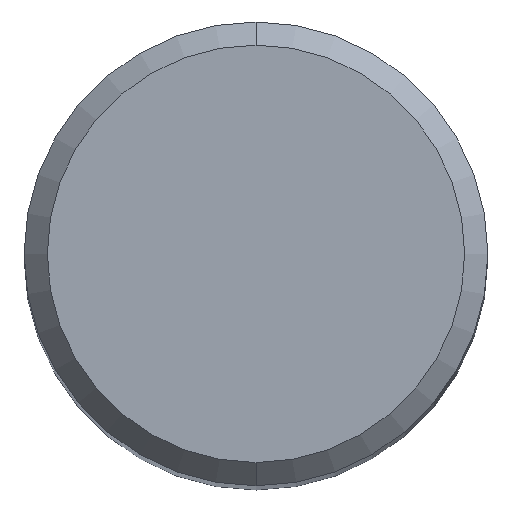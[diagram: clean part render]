
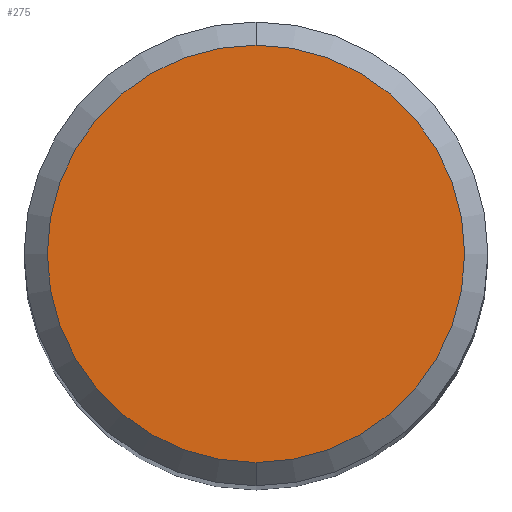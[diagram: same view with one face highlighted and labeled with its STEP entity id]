
A CAD part, top view. The second image highlights one B-rep face of the part: STEP entity #275.
In plain terms, the highlighted planar face has unit normal (0, 0, 1).
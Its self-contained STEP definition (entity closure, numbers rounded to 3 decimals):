
#275=ADVANCED_FACE('',(#602),#603,.T.);
#313=EDGE_CURVE('',#409,#467,#645,.T.);
#357=EDGE_CURVE('',#467,#409,#692,.T.);
#409=VERTEX_POINT('',#751);
#467=VERTEX_POINT('',#815);
#602=FACE_OUTER_BOUND('',#1035,.T.);
#603=PLANE('',#1036);
#645=CIRCLE('',#1104,3.6);
#692=CIRCLE('',#1208,3.6);
#751=CARTESIAN_POINT('',(0.,-3.6,0.0));
#815=CARTESIAN_POINT('',(0.0,3.6,0.0));
#1035=EDGE_LOOP('',(#1620,#1621));
#1036=AXIS2_PLACEMENT_3D('',#1622,#1623,#1624);
#1104=AXIS2_PLACEMENT_3D('',#1679,#1680,#1681);
#1208=AXIS2_PLACEMENT_3D('',#1731,#1732,#1733);
#1620=ORIENTED_EDGE('',*,*,#357,.F.);
#1621=ORIENTED_EDGE('',*,*,#313,.F.);
#1622=CARTESIAN_POINT('',(0.0,1.8,0.0));
#1623=DIRECTION('',(-0.0,0.0,1.0));
#1624=DIRECTION('',(0.0,-1.0,0.0));
#1679=CARTESIAN_POINT('',(0.0,0.0,0.0));
#1680=DIRECTION('',(0.0,0.0,-1.0));
#1681=DIRECTION('',(0.0,1.0,0.0));
#1731=CARTESIAN_POINT('',(0.0,0.0,0.0));
#1732=DIRECTION('',(0.0,0.0,-1.0));
#1733=DIRECTION('',(0.0,1.0,0.0));
